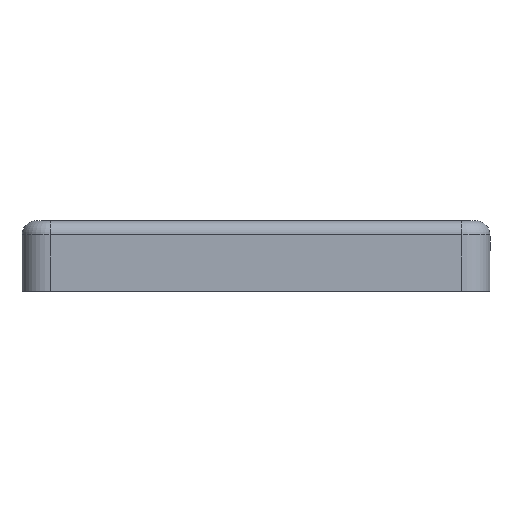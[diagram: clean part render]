
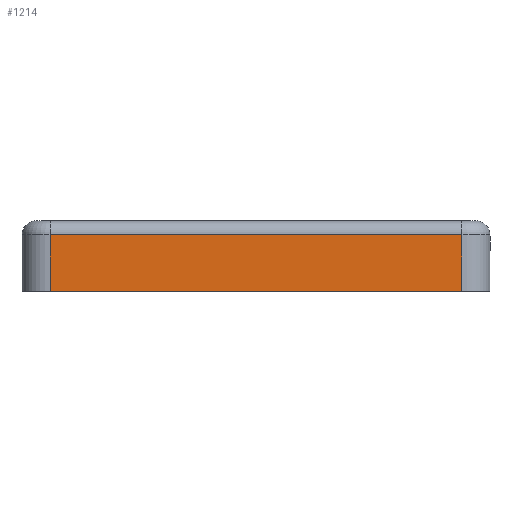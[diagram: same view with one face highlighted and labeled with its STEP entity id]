
A CAD part, left-side view. The second image highlights one B-rep face of the part: STEP entity #1214.
In plain terms, the highlighted face is planar.
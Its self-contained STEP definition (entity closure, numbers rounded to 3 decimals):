
#39=PLANE('',#1358);
#70=LINE('',#1902,#158);
#112=LINE('',#2078,#200);
#113=LINE('',#2080,#201);
#114=LINE('',#2082,#202);
#158=VECTOR('',#1486,1000.);
#200=VECTOR('',#1668,1000.);
#201=VECTOR('',#1669,1000.);
#202=VECTOR('',#1670,1000.);
#380=ORIENTED_EDGE('',*,*,#700,.T.);
#381=ORIENTED_EDGE('',*,*,#611,.F.);
#382=ORIENTED_EDGE('',*,*,#701,.F.);
#383=ORIENTED_EDGE('',*,*,#702,.T.);
#611=EDGE_CURVE('',#787,#784,#70,.T.);
#700=EDGE_CURVE('',#852,#784,#112,.T.);
#701=EDGE_CURVE('',#853,#787,#113,.T.);
#702=EDGE_CURVE('',#853,#852,#114,.T.);
#784=VERTEX_POINT('',#1896);
#787=VERTEX_POINT('',#1901);
#852=VERTEX_POINT('',#2079);
#853=VERTEX_POINT('',#2081);
#1004=EDGE_LOOP('',(#380,#381,#382,#383));
#1096=FACE_BOUND('',#1004,.T.);
#1214=ADVANCED_FACE('',(#1096),#39,.T.);
#1358=AXIS2_PLACEMENT_3D('',#2077,#1666,#1667);
#1486=DIRECTION('',(0.,-1.,0.));
#1666=DIRECTION('',(0.,0.,-1.));
#1667=DIRECTION('',(0.,-1.,0.));
#1668=DIRECTION('',(-1.,0.,0.));
#1669=DIRECTION('',(-1.,0.,0.));
#1670=DIRECTION('',(0.,-1.,0.));
#1896=CARTESIAN_POINT('',(-14.65,-5.,-19.1));
#1901=CARTESIAN_POINT('',(-14.65,-1.,-19.1));
#1902=CARTESIAN_POINT('',(-14.65,0.,-19.1));
#2077=CARTESIAN_POINT('',(14.65,0.,-19.1));
#2078=CARTESIAN_POINT('',(14.65,-5.,-19.1));
#2079=CARTESIAN_POINT('',(14.65,-5.,-19.1));
#2080=CARTESIAN_POINT('',(14.65,-1.,-19.1));
#2081=CARTESIAN_POINT('',(14.65,-1.,-19.1));
#2082=CARTESIAN_POINT('',(14.65,0.,-19.1));
